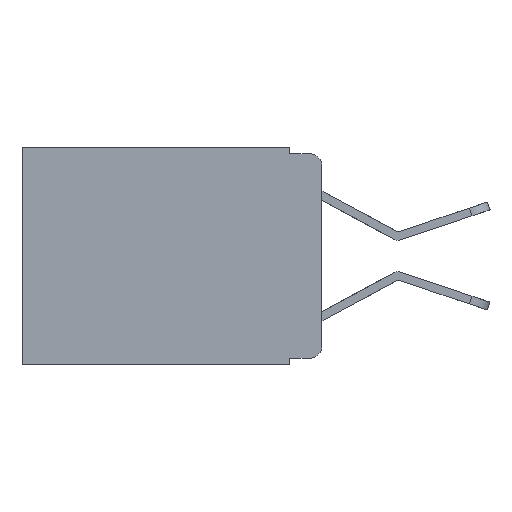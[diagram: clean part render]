
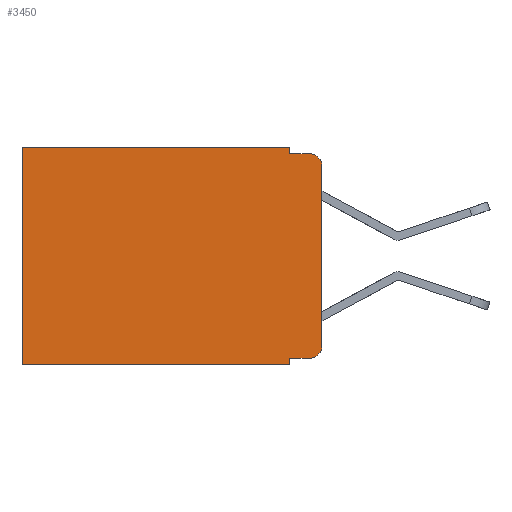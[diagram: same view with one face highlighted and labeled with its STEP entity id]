
A CAD part, left-side view. The second image highlights one B-rep face of the part: STEP entity #3450.
In plain terms, the highlighted planar face has unit normal (-1, 0, 0).
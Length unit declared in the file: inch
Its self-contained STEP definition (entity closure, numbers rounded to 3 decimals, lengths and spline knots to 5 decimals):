
#16 = EDGE_LOOP ( 'NONE', ( #5675, #7914, #5982, #10556, #34, #6592, #3542, #5820, #8863, #8587 ) ) ;
#34 = ORIENTED_EDGE ( 'NONE', *, *, #11305, .T. ) ;
#87 = EDGE_CURVE ( 'NONE', #5058, #5075, #8410, .T. ) ;
#133 = EDGE_CURVE ( 'NONE', #5058, #602, #7300, .T. ) ;
#134 = EDGE_CURVE ( 'NONE', #1877, #602, #4122, .T. ) ;
#136 = EDGE_CURVE ( 'NONE', #6136, #1877, #11227, .T. ) ;
#167 = EDGE_CURVE ( 'NONE', #4295, #5032, #406, .T. ) ;
#203 = EDGE_CURVE ( 'NONE', #344, #2484, #1800, .T. ) ;
#232 = EDGE_CURVE ( 'NONE', #344, #8991, #6233, .T. ) ;
#238 = EDGE_CURVE ( 'NONE', #8991, #5075, #11079, .T. ) ;
#344 = VERTEX_POINT ( 'NONE', #930 ) ;
#406 = LINE ( 'NONE', #7078, #5475 ) ;
#602 = VERTEX_POINT ( 'NONE', #1426 ) ;
#613 = VECTOR ( 'NONE', #4470, 39.37008 ) ;
#930 = CARTESIAN_POINT ( 'NONE',  ( 0.298, 0.051, -0.333 ) ) ;
#1019 = CARTESIAN_POINT ( 'NONE',  ( 0.298, 0.02, -0.03 ) ) ;
#1390 = DIRECTION ( 'NONE',  ( 0., 1., 0. ) ) ;
#1426 = CARTESIAN_POINT ( 'NONE',  ( 0.298, 0.02, -0.01 ) ) ;
#1660 = CARTESIAN_POINT ( 'NONE',  ( 0.298, 0., -0.313 ) ) ;
#1800 = LINE ( 'NONE', #2898, #12236 ) ;
#1877 = VERTEX_POINT ( 'NONE', #12163 ) ;
#2050 = CARTESIAN_POINT ( 'NONE',  ( 0.298, 0.02, -0.313 ) ) ;
#2185 = DIRECTION ( 'NONE',  ( 0., -1., 0. ) ) ;
#2484 = VERTEX_POINT ( 'NONE', #9657 ) ;
#2486 = CARTESIAN_POINT ( 'NONE',  ( 0.298, 0., 0. ) ) ;
#2695 = DIRECTION ( 'NONE',  ( 0., 0., -1. ) ) ;
#2898 = CARTESIAN_POINT ( 'NONE',  ( 0.298, 0.051, 0. ) ) ;
#2935 = CARTESIAN_POINT ( 'NONE',  ( 0.298, 0.051, 0. ) ) ;
#3450 = ADVANCED_FACE ( 'NONE', ( #11568 ), #7920, .F. ) ;
#3488 = CARTESIAN_POINT ( 'NONE',  ( 0.298, 0.473, -0.343 ) ) ;
#3542 = ORIENTED_EDGE ( 'NONE', *, *, #12592, .F. ) ;
#3813 = VECTOR ( 'NONE', #6485, 39.37008 ) ;
#3912 = CARTESIAN_POINT ( 'NONE',  ( 0.298, 0.051, 0. ) ) ;
#3933 = VECTOR ( 'NONE', #12787, 39.37008 ) ;
#4122 = LINE ( 'NONE', #11215, #8825 ) ;
#4295 = VERTEX_POINT ( 'NONE', #4887 ) ;
#4470 = DIRECTION ( 'NONE',  ( 0., -1., 0. ) ) ;
#4558 = CARTESIAN_POINT ( 'NONE',  ( 0.298, 0., -0.03 ) ) ;
#4887 = CARTESIAN_POINT ( 'NONE',  ( 0.298, 0.473, 0. ) ) ;
#5008 = DIRECTION ( 'NONE',  ( 0., 0., -1. ) ) ;
#5032 = VERTEX_POINT ( 'NONE', #3488 ) ;
#5058 = VERTEX_POINT ( 'NONE', #4558 ) ;
#5075 = VERTEX_POINT ( 'NONE', #1660 ) ;
#5457 = CARTESIAN_POINT ( 'NONE',  ( 0.298, 0., -0.343 ) ) ;
#5475 = VECTOR ( 'NONE', #6795, 39.37008 ) ;
#5675 = ORIENTED_EDGE ( 'NONE', *, *, #87, .F. ) ;
#5728 = DIRECTION ( 'NONE',  ( 0., 0., -1. ) ) ;
#5820 = ORIENTED_EDGE ( 'NONE', *, *, #203, .F. ) ;
#5982 = ORIENTED_EDGE ( 'NONE', *, *, #134, .F. ) ;
#6136 = VERTEX_POINT ( 'NONE', #3912 ) ;
#6233 = LINE ( 'NONE', #7098, #613 ) ;
#6485 = DIRECTION ( 'NONE',  ( 0., 0., -1. ) ) ;
#6592 = ORIENTED_EDGE ( 'NONE', *, *, #167, .T. ) ;
#6795 = DIRECTION ( 'NONE',  ( 0., 0., -1. ) ) ;
#7078 = CARTESIAN_POINT ( 'NONE',  ( 0.298, 0.473, 0. ) ) ;
#7098 = CARTESIAN_POINT ( 'NONE',  ( 0.298, 0.051, -0.333 ) ) ;
#7184 = DIRECTION ( 'NONE',  ( -1., 0., 0. ) ) ;
#7300 = CIRCLE ( 'NONE', #8216, 0.02 ) ;
#7530 = DIRECTION ( 'NONE',  ( 0., 0., -1. ) ) ;
#7772 = DIRECTION ( 'NONE',  ( 1., 0., 0. ) ) ;
#7798 = CARTESIAN_POINT ( 'NONE',  ( 0.298, 0., 0. ) ) ;
#7823 = DIRECTION ( 'NONE',  ( 0., 0., -1. ) ) ;
#7867 = CARTESIAN_POINT ( 'NONE',  ( 0.298, 0., 0. ) ) ;
#7894 = CARTESIAN_POINT ( 'NONE',  ( 0.298, 0.02, -0.333 ) ) ;
#7914 = ORIENTED_EDGE ( 'NONE', *, *, #133, .T. ) ;
#7920 = PLANE ( 'NONE',  #7976 ) ;
#7976 = AXIS2_PLACEMENT_3D ( 'NONE', #7798, #7772, #7823 ) ;
#8143 = VECTOR ( 'NONE', #7530, 39.37008 ) ;
#8216 = AXIS2_PLACEMENT_3D ( 'NONE', #1019, #11138, #5728 ) ;
#8410 = LINE ( 'NONE', #7867, #8143 ) ;
#8587 = ORIENTED_EDGE ( 'NONE', *, *, #238, .T. ) ;
#8659 = LINE ( 'NONE', #5457, #3933 ) ;
#8825 = VECTOR ( 'NONE', #2185, 39.37008 ) ;
#8863 = ORIENTED_EDGE ( 'NONE', *, *, #232, .T. ) ;
#8991 = VERTEX_POINT ( 'NONE', #7894 ) ;
#9657 = CARTESIAN_POINT ( 'NONE',  ( 0.298, 0.051, -0.343 ) ) ;
#9782 = AXIS2_PLACEMENT_3D ( 'NONE', #2050, #7184, #2695 ) ;
#10058 = VECTOR ( 'NONE', #1390, 39.37008 ) ;
#10556 = ORIENTED_EDGE ( 'NONE', *, *, #136, .F. ) ;
#11079 = CIRCLE ( 'NONE', #9782, 0.02 ) ;
#11138 = DIRECTION ( 'NONE',  ( -1., 0., 0. ) ) ;
#11215 = CARTESIAN_POINT ( 'NONE',  ( 0.298, 0.051, -0.01 ) ) ;
#11227 = LINE ( 'NONE', #2935, #3813 ) ;
#11305 = EDGE_CURVE ( 'NONE', #6136, #4295, #12504, .T. ) ;
#11568 = FACE_OUTER_BOUND ( 'NONE', #16, .T. ) ;
#12163 = CARTESIAN_POINT ( 'NONE',  ( 0.298, 0.051, -0.01 ) ) ;
#12236 = VECTOR ( 'NONE', #5008, 39.37008 ) ;
#12504 = LINE ( 'NONE', #2486, #10058 ) ;
#12592 = EDGE_CURVE ( 'NONE', #2484, #5032, #8659, .T. ) ;
#12787 = DIRECTION ( 'NONE',  ( 0., 1., 0. ) ) ;
